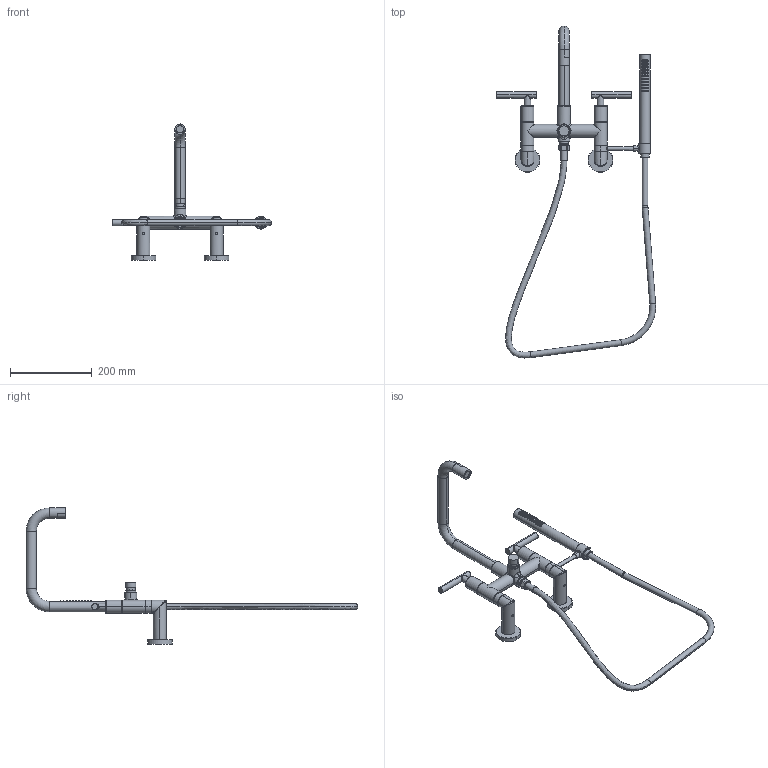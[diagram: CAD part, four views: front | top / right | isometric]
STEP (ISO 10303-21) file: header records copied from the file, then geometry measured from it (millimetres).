
FILE_DESCRIPTION((''),'2;1');
FILE_NAME('1400-4283_','2023-02-24T00:11:04',('nehatek'),(''),'CREO PARAMETRIC BY PTC INC, 2019352','CREO PARAMETRIC BY PTC INC, 2019352','');
FILE_SCHEMA(('CONFIG_CONTROL_DESIGN'));
Products named in the file (1): 1400-4283_
Bounding box: 389.13 x 811.57 x 332.74 mm (x, y, z)
Volume: 1212944.7 mm3; surface area: 220871.7 mm2
Topology: 5 solids, 5 shells, 1194 faces, 2653 edges, 1599 vertices
Faces by surface type: bspline 678, cylinder 317, plane 125, cone 38, torus 26, sphere 10
Entity records: 133173 total; most frequent: CARTESIAN_POINT 111784, ORIENTED_EDGE 5304, DIRECTION 2725, EDGE_CURVE 2652, VERTEX_POINT 1599, B_SPLINE_CURVE_WITH_KNOTS 1494, EDGE_LOOP 1327, FACE_OUTER_BOUND 1194
